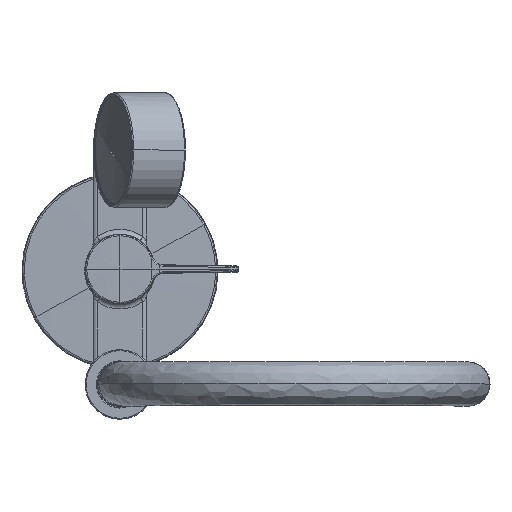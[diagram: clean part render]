
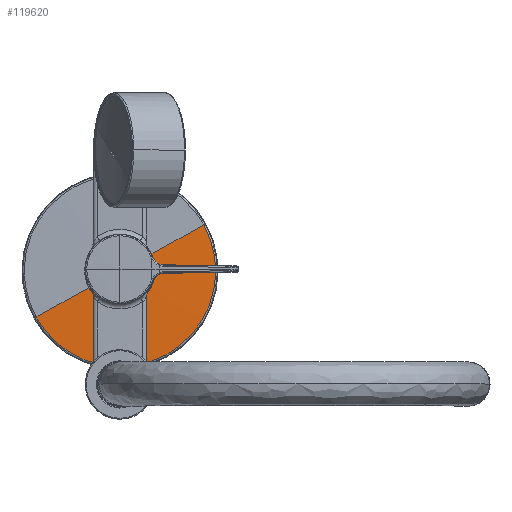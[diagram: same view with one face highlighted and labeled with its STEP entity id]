
A CAD part, top view. The second image highlights one B-rep face of the part: STEP entity #119620.
In plain terms, the highlighted spherical face has radius 4500 mm.
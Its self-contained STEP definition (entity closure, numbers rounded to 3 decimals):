
#119523=CARTESIAN_POINT('Vertex',(-53.145,-29.033,14.004)) ;
#119530=CARTESIAN_POINT('Vertex',(53.145,29.033,14.004)) ;
#119533=CARTESIAN_POINT('Axis2P3D Location',(0.,0.,14.004)) ;
#119562=CARTESIAN_POINT('Axis2P3D Location',(0.,0.,-4485.588)) ;
#119567=CARTESIAN_POINT('Axis2P3D Location',(0.,0.,-4485.588)) ;
#119571=CARTESIAN_POINT('Vertex',(19.57,10.691,14.357)) ;
#119574=CARTESIAN_POINT('Axis2P3D Location',(0.,0.,-4485.588)) ;
#119578=CARTESIAN_POINT('Vertex',(-19.57,-10.691,14.357)) ;
#119601=CARTESIAN_POINT('Axis2P3D Location',(0.,0.,14.357)) ;
#119605=CARTESIAN_POINT('Vertex',(22.3,0.,14.357)) ;
#119608=CARTESIAN_POINT('Axis2P3D Location',(0.,0.,14.357)) ;
#119534=DIRECTION('Axis2P3D Direction',(0.,-0.,1.)) ;
#119563=DIRECTION('Axis2P3D Direction',(0.,-0.,1.)) ;
#119564=DIRECTION('Axis2P3D XDirection',(-0.878,-0.479,0.)) ;
#119568=DIRECTION('Axis2P3D Direction',(0.479,-0.878,0.)) ;
#119575=DIRECTION('Axis2P3D Direction',(-0.479,0.878,0.)) ;
#119602=DIRECTION('Axis2P3D Direction',(0.,-0.,1.)) ;
#119609=DIRECTION('Axis2P3D Direction',(0.,-0.,1.)) ;
#119535=AXIS2_PLACEMENT_3D('Circle Axis2P3D',#119533,#119534,$) ;
#119565=AXIS2_PLACEMENT_3D('Sphere Axis2P3D',#119562,#119563,#119564) ;
#119569=AXIS2_PLACEMENT_3D('Circle Axis2P3D',#119567,#119568,$) ;
#119576=AXIS2_PLACEMENT_3D('Circle Axis2P3D',#119574,#119575,$) ;
#119603=AXIS2_PLACEMENT_3D('Circle Axis2P3D',#119601,#119602,$) ;
#119610=AXIS2_PLACEMENT_3D('Circle Axis2P3D',#119608,#119609,$) ;
#119536=CIRCLE('generated circle',#119535,60.559) ;
#119570=CIRCLE('generated circle',#119569,4500.) ;
#119577=CIRCLE('generated circle',#119576,4500.) ;
#119604=CIRCLE('generated circle',#119603,22.3) ;
#119611=CIRCLE('generated circle',#119610,22.3) ;
#119566=SPHERICAL_SURFACE('',#119565,4500.) ;
#119537=EDGE_CURVE('',#119524,#119531,#119536,.T.) ;
#119573=EDGE_CURVE('',#119531,#119572,#119570,.T.) ;
#119580=EDGE_CURVE('',#119524,#119579,#119577,.T.) ;
#119607=EDGE_CURVE('',#119572,#119606,#119604,.F.) ;
#119612=EDGE_CURVE('',#119579,#119606,#119611,.T.) ;
#119614=ORIENTED_EDGE('',*,*,#119580,.F.) ;
#119615=ORIENTED_EDGE('',*,*,#119537,.T.) ;
#119616=ORIENTED_EDGE('',*,*,#119573,.T.) ;
#119617=ORIENTED_EDGE('',*,*,#119607,.T.) ;
#119618=ORIENTED_EDGE('',*,*,#119612,.F.) ;
#119613=EDGE_LOOP('',(#119614,#119615,#119616,#119617,#119618)) ;
#119524=VERTEX_POINT('',#119523) ;
#119531=VERTEX_POINT('',#119530) ;
#119572=VERTEX_POINT('',#119571) ;
#119579=VERTEX_POINT('',#119578) ;
#119606=VERTEX_POINT('',#119605) ;
#119620=ADVANCED_FACE('Low',(#119619),#119566,.T.) ;
#119619=FACE_OUTER_BOUND('',#119613,.T.) ;
